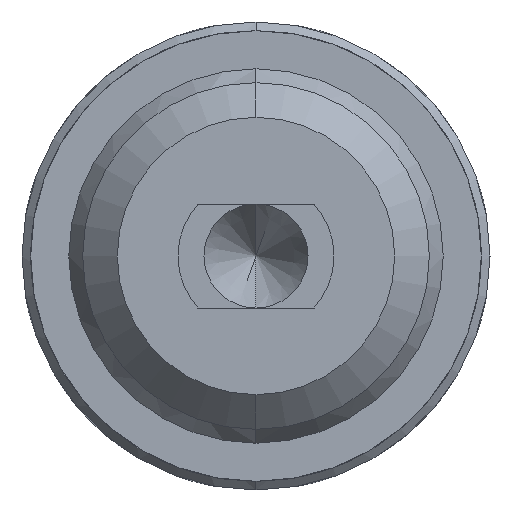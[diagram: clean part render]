
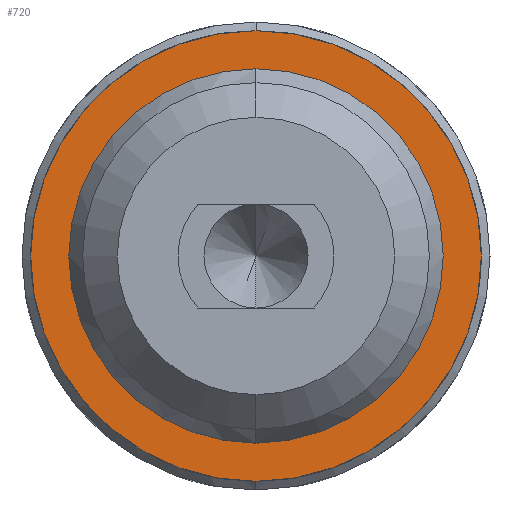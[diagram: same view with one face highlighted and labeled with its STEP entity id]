
A CAD part, front view. The second image highlights one B-rep face of the part: STEP entity #720.
In plain terms, the highlighted planar face has unit normal (0, -1, 0).
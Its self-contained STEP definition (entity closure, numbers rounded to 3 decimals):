
#495 = CARTESIAN_POINT ( 'NONE',  ( 0., 27.9, -1.3 ) ) ;
#504 = CIRCLE ( 'NONE', #2892, 1.3 ) ;
#720 = ADVANCED_FACE ( 'Defeature ausgef�hrt3_7', ( #2744, #2821 ), #1451, .T. ) ;
#745 = DIRECTION ( 'NONE',  ( 0., 0., -1. ) ) ;
#763 = ORIENTED_EDGE ( 'NONE', *, *, #3615, .F. ) ;
#787 = DIRECTION ( 'NONE',  ( 0., 0., -1. ) ) ;
#1030 = EDGE_CURVE ( 'Defeature ausgef�hrt3_7+Defeature ausgef�hrt3_8+Defeature ausgef�hrt3_8+Defeature ausgef�hrt3_8', #5168, #5466, #504, .T. ) ;
#1039 = AXIS2_PLACEMENT_3D ( 'NONE', #4044, #4547, #745 ) ;
#1314 = VERTEX_POINT ( 'NONE', #4984 ) ;
#1451 = PLANE ( 'NONE',  #3417 ) ;
#1676 = AXIS2_PLACEMENT_3D ( 'NONE', #5943, #3484, #3052 ) ;
#1814 = EDGE_LOOP ( 'NONE', ( #4592, #3866 ) ) ;
#2164 = CARTESIAN_POINT ( 'NONE',  ( 0., 27.9, 0. ) ) ;
#2267 = EDGE_CURVE ( 'Defeature ausgef�hrt3_6+Defeature ausgef�hrt3_7+Defeature ausgef�hrt3_7+Defeature ausgef�hrt3_7', #3237, #1314, #3405, .T. ) ;
#2280 = CARTESIAN_POINT ( 'NONE',  ( 0., 27.9, 1.3 ) ) ;
#2431 = CARTESIAN_POINT ( 'NONE',  ( 1.08, 27.9, 0. ) ) ;
#2645 = CIRCLE ( 'NONE', #1676, 1.08 ) ;
#2744 = FACE_OUTER_BOUND ( 'NONE', #1814, .T. ) ;
#2821 = FACE_BOUND ( 'NONE', #3094, .T. ) ;
#2892 = AXIS2_PLACEMENT_3D ( 'NONE', #2164, #5991, #3644 ) ;
#3052 = DIRECTION ( 'NONE',  ( 0., 0., -1. ) ) ;
#3094 = EDGE_LOOP ( 'NONE', ( #763, #5079 ) ) ;
#3155 = EDGE_CURVE ( 'Defeature ausgef�hrt3_7+Defeature ausgef�hrt3_8+Defeature ausgef�hrt3_8+Defeature ausgef�hrt3_8', #5466, #5168, #6154, .T. ) ;
#3237 = VERTEX_POINT ( 'NONE', #3254 ) ;
#3254 = CARTESIAN_POINT ( 'NONE',  ( 0., 27.9, 1.08 ) ) ;
#3405 = CIRCLE ( 'NONE', #1039, 1.08 ) ;
#3417 = AXIS2_PLACEMENT_3D ( 'NONE', #2431, #5393, #3834 ) ;
#3460 = AXIS2_PLACEMENT_3D ( 'NONE', #5563, #5145, #787 ) ;
#3484 = DIRECTION ( 'NONE',  ( 0., -1., 0. ) ) ;
#3615 = EDGE_CURVE ( 'Defeature ausgef�hrt3_6+Defeature ausgef�hrt3_7+Defeature ausgef�hrt3_7+Defeature ausgef�hrt3_7', #1314, #3237, #2645, .T. ) ;
#3644 = DIRECTION ( 'NONE',  ( 0., 0., -1. ) ) ;
#3834 = DIRECTION ( 'NONE',  ( 0., 0., -1. ) ) ;
#3866 = ORIENTED_EDGE ( 'NONE', *, *, #1030, .T. ) ;
#4044 = CARTESIAN_POINT ( 'NONE',  ( 0., 27.9, 0. ) ) ;
#4547 = DIRECTION ( 'NONE',  ( 0., -1., 0. ) ) ;
#4592 = ORIENTED_EDGE ( 'NONE', *, *, #3155, .T. ) ;
#4984 = CARTESIAN_POINT ( 'NONE',  ( 0., 27.9, -1.08 ) ) ;
#5079 = ORIENTED_EDGE ( 'NONE', *, *, #2267, .F. ) ;
#5145 = DIRECTION ( 'NONE',  ( 0., -1., 0. ) ) ;
#5168 = VERTEX_POINT ( 'NONE', #2280 ) ;
#5393 = DIRECTION ( 'NONE',  ( 0., -1., 0. ) ) ;
#5466 = VERTEX_POINT ( 'NONE', #495 ) ;
#5563 = CARTESIAN_POINT ( 'NONE',  ( 0., 27.9, 0. ) ) ;
#5943 = CARTESIAN_POINT ( 'NONE',  ( 0., 27.9, 0. ) ) ;
#5991 = DIRECTION ( 'NONE',  ( 0., -1., 0. ) ) ;
#6154 = CIRCLE ( 'NONE', #3460, 1.3 ) ;
